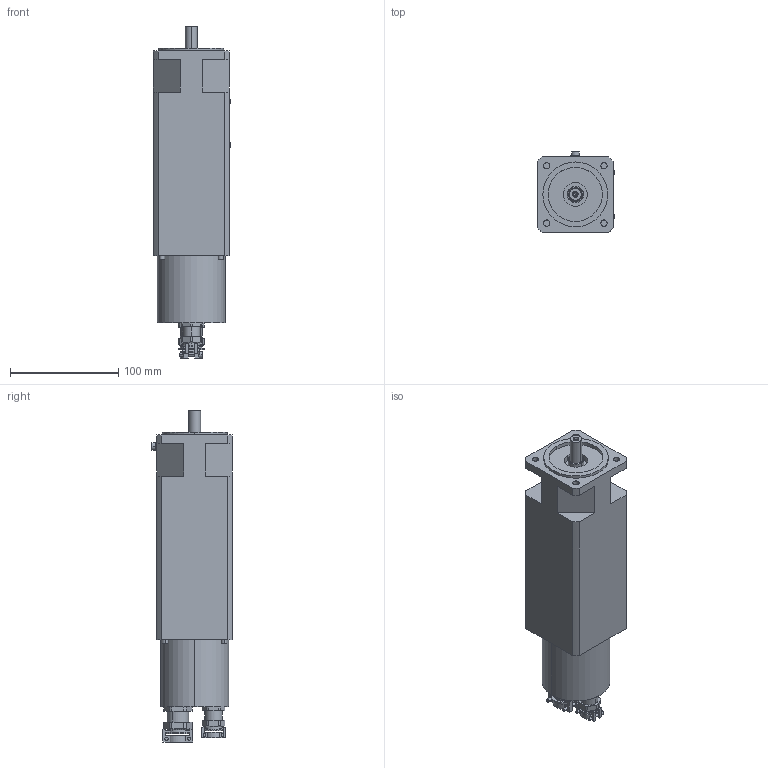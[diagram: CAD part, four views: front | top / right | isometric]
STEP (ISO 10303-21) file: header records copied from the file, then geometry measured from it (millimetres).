
FILE_DESCRIPTION((''),'2;1');
FILE_NAME('EX310EER1300_SW0001','2004-06-25T',('pr1'),(''),'PRO/ENGINEER BY PARAMETRIC TECHNOLOGY CORPORATION, 2001500','PRO/ENGINEER BY PARAMETRIC TECHNOLOGY CORPORATION, 2001500','');
FILE_SCHEMA(('CONFIG_CONTROL_DESIGN'));
Length unit declared in the file: millimetre
Products named in the file (1): EX310EER1300_SW0001
Bounding box: 71.3 x 74.8 x 307.08 mm (x, y, z)
Volume: 1098001.3 mm3; surface area: 86973.3 mm2
Topology: 1 solids, 1 shells, 489 faces, 1238 edges, 786 vertices
Faces by surface type: plane 209, cylinder 164, cone 100, torus 16
Entity records: 16598 total; most frequent: CARTESIAN_POINT 4579, DIRECTION 2582, ORIENTED_EDGE 2452, EDGE_CURVE 1226, AXIS2_PLACEMENT_3D 995, VERTEX_POINT 786, VECTOR 592, LINE 592
